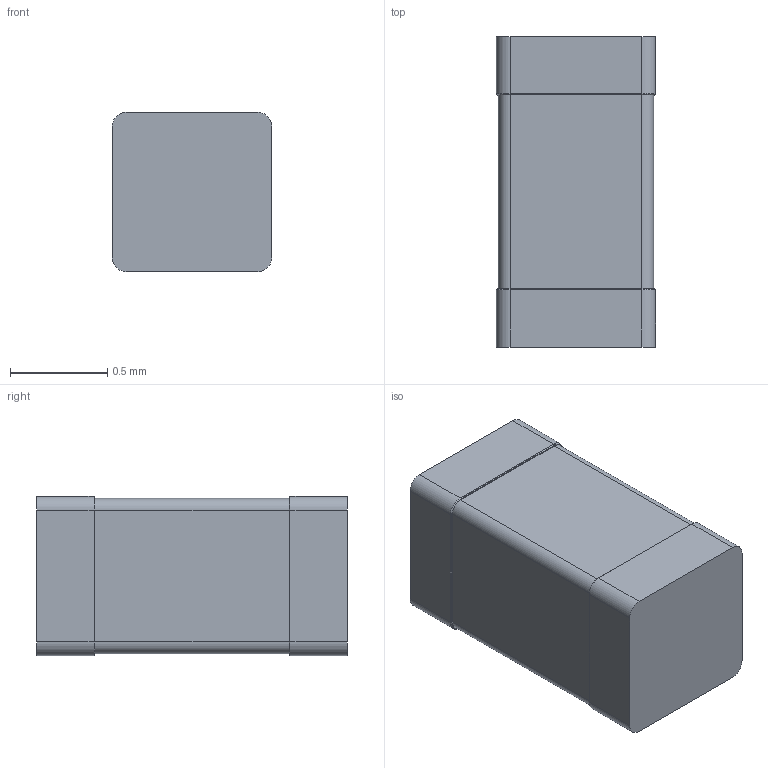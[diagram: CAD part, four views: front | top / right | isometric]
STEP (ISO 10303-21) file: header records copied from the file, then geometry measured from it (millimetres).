
FILE_DESCRIPTION( ('This file contains a STEP AP42 implementation' ,'as created by ZW3D STEP Interface translator.') ,'2;1' );
FILE_NAME( 'MH1608-2.stp' ,'17 1 5.10 237', (''), ('ZWCAD Software Co.'), 'Version 1.0', 'ZW3D to STEP translator', '' );
FILE_SCHEMA( ('CONFIG_CONTROL_DESIGN') );
Length unit declared in the file: millimetre
Products named in the file (1): 0
Bounding box: 0.82 x 1.6 x 0.82 mm (x, y, z)
Volume: 1 mm3; surface area: 8.9 mm2
Topology: 3 solids, 3 shells, 46 faces, 104 edges, 64 vertices
Faces by surface type: bspline 46
Entity records: 1779 total; most frequent: CARTESIAN_POINT 1129, ORIENTED_EDGE 208, EDGE_CURVE 104, B_SPLINE_CURVE_WITH_KNOTS 80, VERTEX_POINT 64, EDGE_LOOP 46, FACE_OUTER_BOUND 46, ADVANCED_FACE 46
